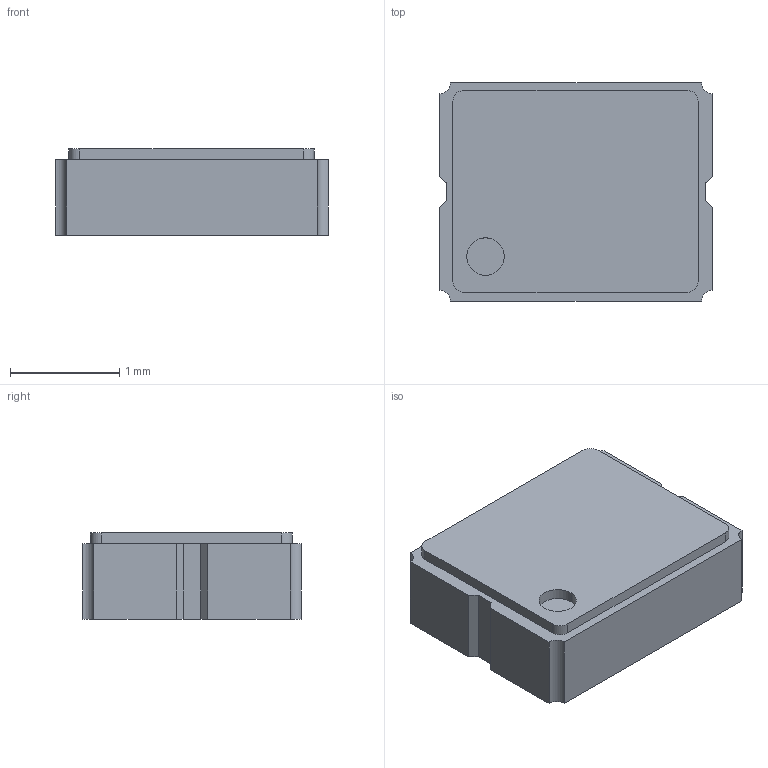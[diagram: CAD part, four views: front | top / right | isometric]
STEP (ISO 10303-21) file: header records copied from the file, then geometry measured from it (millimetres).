
FILE_DESCRIPTION (( 'STEP AP214' ), '1' );
FILE_NAME ('User Library-Osc KC2520.STEP', '2017-04-10T11:04:15', ( 'Windows User' ), ( '' ), 'SwSTEP 2.0', 'SolidWorks 2017', '' );
FILE_SCHEMA (( 'AUTOMOTIVE_DESIGN' ));
Length unit declared in the file: millimetre
Products named in the file (3): User Library-Osc KC2520_Imported_5; User Library-Osc KC2520_Imported_4; User Library-Osc KC2520
Assembly tree (2 placements, depth 2):
  User Library-Osc KC2520
    User Library-Osc KC2520_Imported_4
    User Library-Osc KC2520_Imported_5
Bounding box: 2.5 x 2 x 0.79 mm (x, y, z)
Volume: 3.8 mm3; surface area: 25.1 mm2
Topology: 2 solids, 2 shells, 30 faces, 78 edges, 52 vertices
Faces by surface type: plane 20, cylinder 10
Entity records: 1366 total; most frequent: DIRECTION 168, CARTESIAN_POINT 165, ORIENTED_EDGE 156, EDGE_CURVE 78, VECTOR 58, LINE 58, AXIS2_PLACEMENT_3D 55, VERTEX_POINT 52
